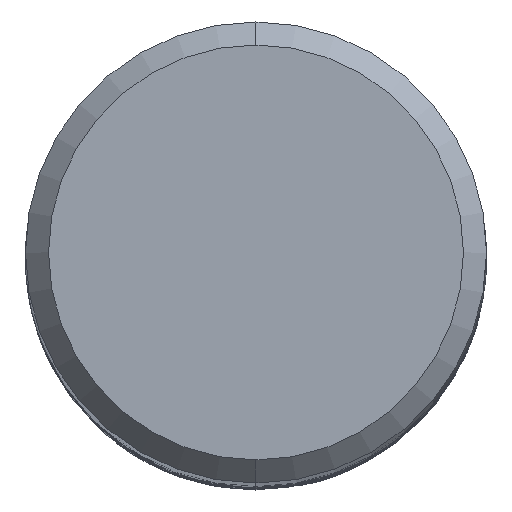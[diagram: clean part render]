
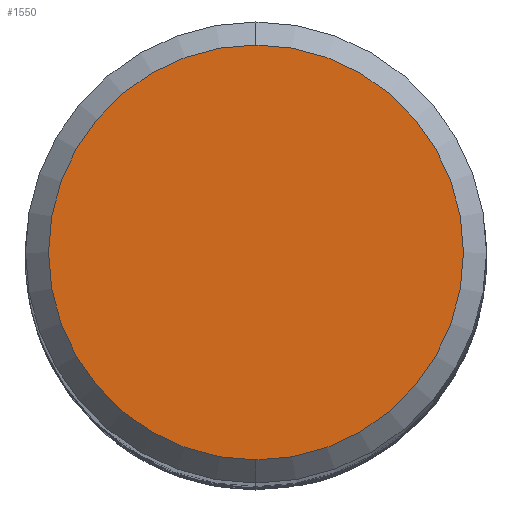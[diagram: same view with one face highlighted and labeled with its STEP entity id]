
A CAD part, top view. The second image highlights one B-rep face of the part: STEP entity #1550.
In plain terms, the highlighted planar face has unit normal (0, 0, 1).
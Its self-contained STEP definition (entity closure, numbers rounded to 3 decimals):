
#1244=EDGE_CURVE('',#1644,#1366,#2766,.T.);
#1366=VERTEX_POINT('',#2900);
#1550=ADVANCED_FACE('',(#3102),#3103,.T.);
#1574=EDGE_CURVE('',#1366,#1644,#3128,.T.);
#1644=VERTEX_POINT('',#3205);
#2766=CIRCLE('',#11733,4.5);
#2900=CARTESIAN_POINT('',(0.,-4.5,0.0));
#3102=FACE_OUTER_BOUND('',#15026,.T.);
#3103=PLANE('',#15027);
#3128=CIRCLE('',#15662,4.5);
#3205=CARTESIAN_POINT('',(0.0,4.5,0.0));
#11733=AXIS2_PLACEMENT_3D('',#22355,#22356,#22357);
#15026=EDGE_LOOP('',(#22768,#22769));
#15027=AXIS2_PLACEMENT_3D('',#22770,#22771,#22772);
#15662=AXIS2_PLACEMENT_3D('',#22782,#22783,#22784);
#22355=CARTESIAN_POINT('',(0.0,0.0,0.0));
#22356=DIRECTION('',(0.0,0.0,-1.0));
#22357=DIRECTION('',(0.0,1.0,0.0));
#22768=ORIENTED_EDGE('',*,*,#1244,.F.);
#22769=ORIENTED_EDGE('',*,*,#1574,.F.);
#22770=CARTESIAN_POINT('',(0.0,2.25,0.0));
#22771=DIRECTION('',(-0.0,0.0,1.0));
#22772=DIRECTION('',(0.0,-1.0,0.0));
#22782=CARTESIAN_POINT('',(0.0,0.0,0.0));
#22783=DIRECTION('',(0.0,0.0,-1.0));
#22784=DIRECTION('',(0.0,1.0,0.0));
